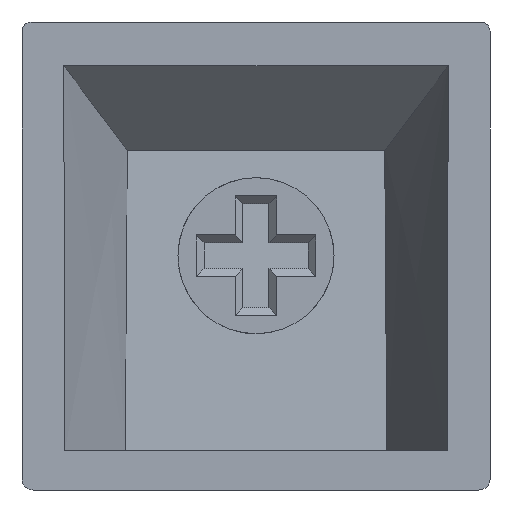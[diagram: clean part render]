
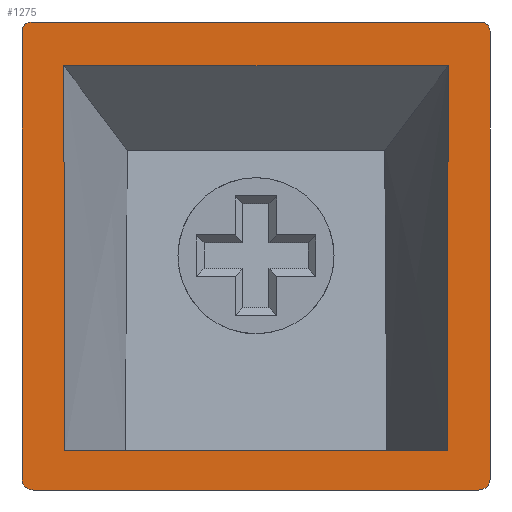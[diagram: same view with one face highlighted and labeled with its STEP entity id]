
A CAD part, front view. The second image highlights one B-rep face of the part: STEP entity #1275.
In plain terms, the highlighted planar face has unit normal (0, -1, 0).
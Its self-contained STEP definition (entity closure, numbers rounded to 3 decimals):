
#1275=ADVANCED_FACE('',(#1276,#1366),#1410,.T.);
#1276=FACE_BOUND('',#1277,.T.);
#1277=EDGE_LOOP('',(#1278,#1288,#1302,#1310,#1324,#1332,#1346,#1354));
#1278=ORIENTED_EDGE('',*,*,#1279,.T.);
#1279=EDGE_CURVE('',#1280,#1282,#1284,.F.);
#1280=VERTEX_POINT('',#1281);
#1281=CARTESIAN_POINT('',(0.443,0.0,-18.0));
#1282=VERTEX_POINT('',#1283);
#1283=CARTESIAN_POINT('',(17.557,0.0,-18.0));
#1284=LINE('',#1285,#1286);
#1285=CARTESIAN_POINT('',(0.0,0.0,-18.0));
#1286=VECTOR('',#1287,1.0);
#1287=DIRECTION('',(-1.0,0.0,0.0));
#1288=ORIENTED_EDGE('',*,*,#1289,.T.);
#1289=EDGE_CURVE('',#1282,#1290,#1292,.T.);
#1290=VERTEX_POINT('',#1291);
#1291=CARTESIAN_POINT('',(18.0,0.0,-17.6));
#1292=B_SPLINE_CURVE_WITH_KNOTS('',2,(#1293,#1294,#1295,#1296,#1297,#1298,#1299,#1300,#1301),.UNSPECIFIED.,.F.,.U.,(3,2,2,2,3),(0.0,0.25,0.5,0.75,1.0),.PIECEWISE_BEZIER_KNOTS.);
#1293=CARTESIAN_POINT('',(17.557,0.0,-18.0));
#1294=CARTESIAN_POINT('',(17.64,0.0,-18.0));
#1295=CARTESIAN_POINT('',(17.719,0.0,-17.972));
#1296=CARTESIAN_POINT('',(17.798,0.0,-17.945));
#1297=CARTESIAN_POINT('',(17.862,0.0,-17.891));
#1298=CARTESIAN_POINT('',(17.926,0.0,-17.836));
#1299=CARTESIAN_POINT('',(17.963,0.0,-17.761));
#1300=CARTESIAN_POINT('',(18.,0.0,-17.685));
#1301=CARTESIAN_POINT('',(18.,0.0,-17.6));
#1302=ORIENTED_EDGE('',*,*,#1303,.T.);
#1303=EDGE_CURVE('',#1290,#1304,#1306,.F.);
#1304=VERTEX_POINT('',#1305);
#1305=CARTESIAN_POINT('',(18.0,0.0,-0.378));
#1306=LINE('',#1307,#1308);
#1307=CARTESIAN_POINT('',(18.0,0.0,0.0));
#1308=VECTOR('',#1309,1.0);
#1309=DIRECTION('',(0.,0.0,-1.0));
#1310=ORIENTED_EDGE('',*,*,#1311,.T.);
#1311=EDGE_CURVE('',#1304,#1312,#1314,.T.);
#1312=VERTEX_POINT('',#1313);
#1313=CARTESIAN_POINT('',(17.64,0.0,0.0));
#1314=B_SPLINE_CURVE_WITH_KNOTS('',2,(#1315,#1316,#1317,#1318,#1319,#1320,#1321,#1322,#1323),.UNSPECIFIED.,.F.,.U.,(3,2,2,2,3),(0.0,0.25,0.5,0.75,1.0),.PIECEWISE_BEZIER_KNOTS.);
#1315=CARTESIAN_POINT('',(18.,0.0,-0.378));
#1316=CARTESIAN_POINT('',(18.,0.0,-0.303));
#1317=CARTESIAN_POINT('',(17.976,0.0,-0.235));
#1318=CARTESIAN_POINT('',(17.952,0.0,-0.166));
#1319=CARTESIAN_POINT('',(17.902,0.0,-0.111));
#1320=CARTESIAN_POINT('',(17.853,0.0,-0.058));
#1321=CARTESIAN_POINT('',(17.783,0.0,-0.028));
#1322=CARTESIAN_POINT('',(17.717,0.0,0.));
#1323=CARTESIAN_POINT('',(17.64,0.0,0.));
#1324=ORIENTED_EDGE('',*,*,#1325,.T.);
#1325=EDGE_CURVE('',#1312,#1326,#1328,.F.);
#1326=VERTEX_POINT('',#1327);
#1327=CARTESIAN_POINT('',(0.36,0.0,0.0));
#1328=LINE('',#1329,#1330);
#1329=CARTESIAN_POINT('',(0.0,0.0,0.0));
#1330=VECTOR('',#1331,1.0);
#1331=DIRECTION('',(1.0,0.0,0.0));
#1332=ORIENTED_EDGE('',*,*,#1333,.T.);
#1333=EDGE_CURVE('',#1326,#1334,#1336,.T.);
#1334=VERTEX_POINT('',#1335);
#1335=CARTESIAN_POINT('',(0.0,0.0,-0.378));
#1336=B_SPLINE_CURVE_WITH_KNOTS('',2,(#1337,#1338,#1339,#1340,#1341,#1342,#1343,#1344,#1345),.UNSPECIFIED.,.F.,.U.,(3,2,2,2,3),(0.0,0.25,0.5,0.75,1.0),.PIECEWISE_BEZIER_KNOTS.);
#1337=CARTESIAN_POINT('',(0.36,0.0,0.));
#1338=CARTESIAN_POINT('',(0.285,0.0,0.));
#1339=CARTESIAN_POINT('',(0.217,0.0,-0.028));
#1340=CARTESIAN_POINT('',(0.15,0.0,-0.055));
#1341=CARTESIAN_POINT('',(0.099,0.0,-0.111));
#1342=CARTESIAN_POINT('',(0.05,0.0,-0.162));
#1343=CARTESIAN_POINT('',(0.024,0.0,-0.235));
#1344=CARTESIAN_POINT('',(0.,0.0,-0.301));
#1345=CARTESIAN_POINT('',(0.,0.0,-0.378));
#1346=ORIENTED_EDGE('',*,*,#1347,.T.);
#1347=EDGE_CURVE('',#1334,#1348,#1350,.F.);
#1348=VERTEX_POINT('',#1349);
#1349=CARTESIAN_POINT('',(0.0,0.0,-17.6));
#1350=LINE('',#1351,#1352);
#1351=CARTESIAN_POINT('',(0.0,0.0,0.0));
#1352=VECTOR('',#1353,1.0);
#1353=DIRECTION('',(0.0,0.0,1.0));
#1354=ORIENTED_EDGE('',*,*,#1355,.T.);
#1355=EDGE_CURVE('',#1348,#1280,#1356,.T.);
#1356=B_SPLINE_CURVE_WITH_KNOTS('',2,(#1357,#1358,#1359,#1360,#1361,#1362,#1363,#1364,#1365),.UNSPECIFIED.,.F.,.U.,(3,2,2,2,3),(0.0,0.25,0.5,0.75,1.0),.PIECEWISE_BEZIER_KNOTS.);
#1357=CARTESIAN_POINT('',(0.,0.0,-17.6));
#1358=CARTESIAN_POINT('',(0.,0.0,-17.683));
#1359=CARTESIAN_POINT('',(0.037,0.0,-17.76));
#1360=CARTESIAN_POINT('',(0.072,0.0,-17.833));
#1361=CARTESIAN_POINT('',(0.138,0.0,-17.89));
#1362=CARTESIAN_POINT('',(0.198,0.0,-17.943));
#1363=CARTESIAN_POINT('',(0.28,0.0,-17.972));
#1364=CARTESIAN_POINT('',(0.358,0.0,-18.0));
#1365=CARTESIAN_POINT('',(0.443,0.0,-18.0));
#1366=FACE_BOUND('',#1367,.T.);
#1367=EDGE_LOOP('',(#1368,#1378,#1391,#1399));
#1368=ORIENTED_EDGE('',*,*,#1369,.T.);
#1369=EDGE_CURVE('',#1370,#1372,#1374,.T.);
#1370=VERTEX_POINT('',#1371);
#1371=CARTESIAN_POINT('',(16.353,0.,-16.5));
#1372=VERTEX_POINT('',#1373);
#1373=CARTESIAN_POINT('',(1.647,0.,-16.5));
#1374=LINE('',#1375,#1376);
#1375=CARTESIAN_POINT('',(0.0,0.0,-16.5));
#1376=VECTOR('',#1377,1.0);
#1377=DIRECTION('',(-1.0,0.0,0.0));
#1378=ORIENTED_EDGE('',*,*,#1379,.T.);
#1379=EDGE_CURVE('',#1372,#1380,#1382,.T.);
#1380=VERTEX_POINT('',#1381);
#1381=CARTESIAN_POINT('',(1.605,0.,-1.684));
#1382=B_SPLINE_CURVE_WITH_KNOTS('',3,(#1383,#1384,#1385,#1386,#1387,#1388,#1389,#1390),.UNSPECIFIED.,.F.,.U.,(4,2,2,4),(0.0,4.788,9.802,14.816),.UNSPECIFIED.);
#1383=CARTESIAN_POINT('',(1.647,0.,-16.5));
#1384=CARTESIAN_POINT('',(1.641,0.,-14.904));
#1385=CARTESIAN_POINT('',(1.636,0.,-13.308));
#1386=CARTESIAN_POINT('',(1.626,0.,-10.041));
#1387=CARTESIAN_POINT('',(1.621,0.0,-8.37));
#1388=CARTESIAN_POINT('',(1.613,0.0,-5.027));
#1389=CARTESIAN_POINT('',(1.609,0.,-3.355));
#1390=CARTESIAN_POINT('',(1.605,0.,-1.684));
#1391=ORIENTED_EDGE('',*,*,#1392,.T.);
#1392=EDGE_CURVE('',#1380,#1393,#1395,.T.);
#1393=VERTEX_POINT('',#1394);
#1394=CARTESIAN_POINT('',(16.395,0.,-1.684));
#1395=LINE('',#1396,#1397);
#1396=CARTESIAN_POINT('',(0.0,0.0,-1.684));
#1397=VECTOR('',#1398,1.0);
#1398=DIRECTION('',(1.0,0.0,0.0));
#1399=ORIENTED_EDGE('',*,*,#1400,.T.);
#1400=EDGE_CURVE('',#1393,#1370,#1401,.T.);
#1401=B_SPLINE_CURVE_WITH_KNOTS('',3,(#1402,#1403,#1404,#1405,#1406,#1407,#1408,#1409),.UNSPECIFIED.,.F.,.U.,(4,2,2,4),(0.0,4.786,9.801,14.816),.UNSPECIFIED.);
#1402=CARTESIAN_POINT('',(16.395,0.,-1.684));
#1403=CARTESIAN_POINT('',(16.392,0.,-3.279));
#1404=CARTESIAN_POINT('',(16.388,0.,-4.874));
#1405=CARTESIAN_POINT('',(16.38,0.,-8.141));
#1406=CARTESIAN_POINT('',(16.375,0.,-9.813));
#1407=CARTESIAN_POINT('',(16.365,0.,-13.157));
#1408=CARTESIAN_POINT('',(16.359,0.,-14.828));
#1409=CARTESIAN_POINT('',(16.353,0.,-16.5));
#1410=PLANE('',#1411);
#1411=AXIS2_PLACEMENT_3D('',#1412,#1413,#1414);
#1412=CARTESIAN_POINT('',(0.0,0.0,0.0));
#1413=DIRECTION('',(0.0,-1.0,0.0));
#1414=DIRECTION('',(0.0,0.0,-1.0));
